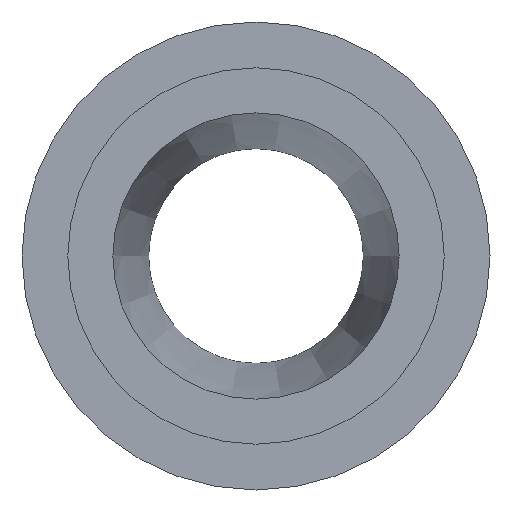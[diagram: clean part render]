
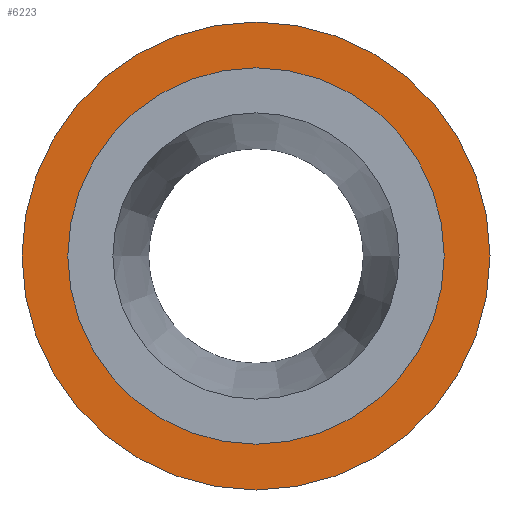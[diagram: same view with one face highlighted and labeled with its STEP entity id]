
A CAD part, left-side view. The second image highlights one B-rep face of the part: STEP entity #6223.
In plain terms, the highlighted planar face has unit normal (-1, 0, 0).
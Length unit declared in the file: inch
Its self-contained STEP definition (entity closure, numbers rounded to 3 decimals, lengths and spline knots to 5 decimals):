
#313=PLANE($,#6624);
#1667=FACE_BOUND($,#2410,.T.);
#2010=FACE_OUTER_BOUND($,#2409,.T.);
#2409=EDGE_LOOP($,(#5864));
#2410=EDGE_LOOP($,(#5865));
#2466=CIRCLE($,#6320,1.635);
#2524=CIRCLE($,#6623,1.315);
#2777=VERTEX_POINT($,#9368);
#3137=VERTEX_POINT($,#13243);
#3390=EDGE_CURVE($,#2777,#2777,#2466,.T.);
#4048=EDGE_CURVE($,#3137,#3137,#2524,.T.);
#5864=ORIENTED_EDGE($,*,*,#3390,.F.);
#5865=ORIENTED_EDGE($,*,*,#4048,.T.);
#6223=ADVANCED_FACE($,(#2010,#1667),#313,.T.);
#6320=AXIS2_PLACEMENT_3D($,#9369,#6877,#6878);
#6623=AXIS2_PLACEMENT_3D($,#13244,#7869,#7870);
#6624=AXIS2_PLACEMENT_3D($,#13245,#7871,#7872);
#6877=DIRECTION('center_axis',(1.,0.,0.));
#6878=DIRECTION('ref_axis',(0.,1.,0.));
#7869=DIRECTION('center_axis',(1.,0.,0.));
#7870=DIRECTION('ref_axis',(0.,1.,0.));
#7871=DIRECTION('center_axis',(-1.,0.,0.));
#7872=DIRECTION('ref_axis',(0.,0.,1.));
#9368=CARTESIAN_POINT('',(0.,1.635,0.));
#9369=CARTESIAN_POINT('Origin',(0.,0.,0.));
#13243=CARTESIAN_POINT('',(0.,1.315,0.));
#13244=CARTESIAN_POINT('Origin',(0.,0.,0.));
#13245=CARTESIAN_POINT('Origin',(0.,1.475,0.));
